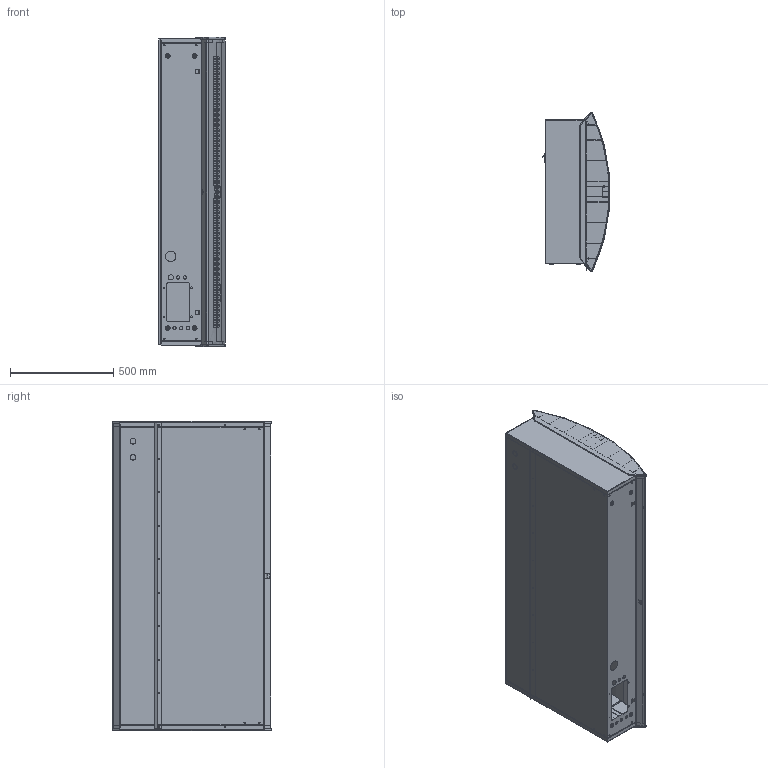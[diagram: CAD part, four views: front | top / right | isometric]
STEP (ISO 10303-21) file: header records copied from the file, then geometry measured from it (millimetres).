
FILE_DESCRIPTION (( 'STEP AP214' ), '1' );
FILE_NAME ('CDF_70.STEP', '2023-09-25T12:28:47', ( '' ), ( '' ), 'SwSTEP 2.0', 'SolidWorks 2023', '' );
FILE_SCHEMA (( 'AUTOMOTIVE_DESIGN' ));
Length unit declared in the file: millimetre
Products named in the file (1): CDF_70
Bounding box: 324.43 x 769.19 x 1495 mm (x, y, z)
Volume: 22967182.7 mm3; surface area: 9919904.1 mm2
Topology: 21 solids, 21 shells, 3322 faces, 9300 edges, 6040 vertices
Faces by surface type: plane 1653, bspline 1005, cylinder 574, torus 66, cone 24
Entity records: 303389 total; most frequent: CARTESIAN_POINT 187356, ORIENTED_EDGE 18600, DIRECTION 12834, EDGE_CURVE 9300, VERTEX_POINT 6040, AXIS2_PLACEMENT_3D 5158, EDGE_LOOP 4486, B_SPLINE_CURVE_WITH_KNOTS 3824
